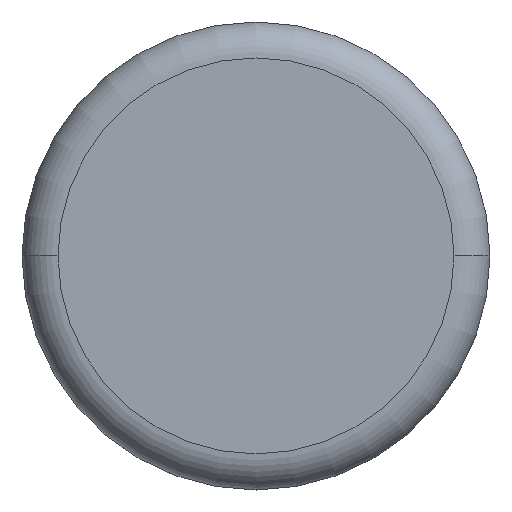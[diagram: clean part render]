
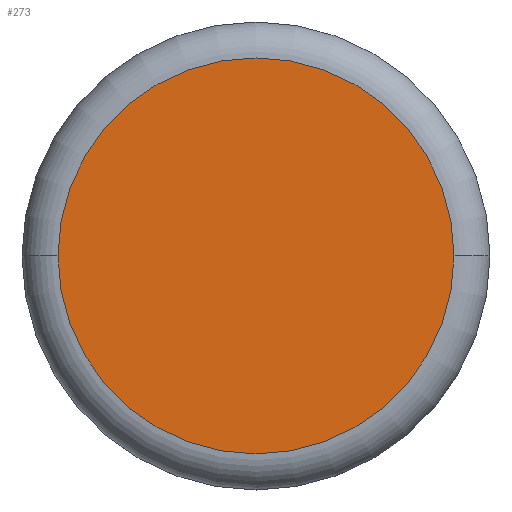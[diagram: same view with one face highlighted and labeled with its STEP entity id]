
A CAD part, top view. The second image highlights one B-rep face of the part: STEP entity #273.
In plain terms, the highlighted planar face has unit normal (0, 0, 1).
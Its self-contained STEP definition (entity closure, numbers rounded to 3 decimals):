
#100 = EDGE_CURVE ( 'NONE', #234, #201, #655, .T. ) ;
#201 = VERTEX_POINT ( 'NONE', #864 ) ;
#234 = VERTEX_POINT ( 'NONE', #966 ) ;
#272 = ORIENTED_EDGE ( 'NONE', *, *, #277, .F. ) ;
#273 = ADVANCED_FACE ( 'NONE', ( #949 ), #1188, .F. ) ;
#277 = EDGE_CURVE ( 'NONE', #201, #234, #1180, .T. ) ;
#279 = ORIENTED_EDGE ( 'NONE', *, *, #100, .F. ) ;
#330 = EDGE_LOOP ( 'NONE', ( #279, #272 ) ) ;
#590 = DIRECTION ( 'NONE',  ( -1., 0., 0. ) ) ;
#591 = DIRECTION ( 'NONE',  ( 0., 0., -1. ) ) ;
#592 = CARTESIAN_POINT ( 'NONE',  ( 0., 0., 39.5 ) ) ;
#596 = AXIS2_PLACEMENT_3D ( 'NONE', #592, #591, #590 ) ;
#655 = CIRCLE ( 'NONE', #596, 5.5 ) ;
#864 = CARTESIAN_POINT ( 'NONE',  ( 5.5, 0., 39.5 ) ) ;
#949 = FACE_OUTER_BOUND ( 'NONE', #330, .T. ) ;
#966 = CARTESIAN_POINT ( 'NONE',  ( -5.5, 0., 39.5 ) ) ;
#1125 = DIRECTION ( 'NONE',  ( -1., 0., 0. ) ) ;
#1131 = CARTESIAN_POINT ( 'NONE',  ( 0., 0., 39.5 ) ) ;
#1159 = DIRECTION ( 'NONE',  ( -1., 0., 0. ) ) ;
#1160 = DIRECTION ( 'NONE',  ( 0., 0., -1. ) ) ;
#1180 = CIRCLE ( 'NONE', #1182, 5.5 ) ;
#1181 = CARTESIAN_POINT ( 'NONE',  ( 0., 0., 39.5 ) ) ;
#1182 = AXIS2_PLACEMENT_3D ( 'NONE', #1181, #1160, #1159 ) ;
#1184 = DIRECTION ( 'NONE',  ( 0., 0., -1. ) ) ;
#1188 = PLANE ( 'NONE',  #1208 ) ;
#1208 = AXIS2_PLACEMENT_3D ( 'NONE', #1131, #1184, #1125 ) ;
